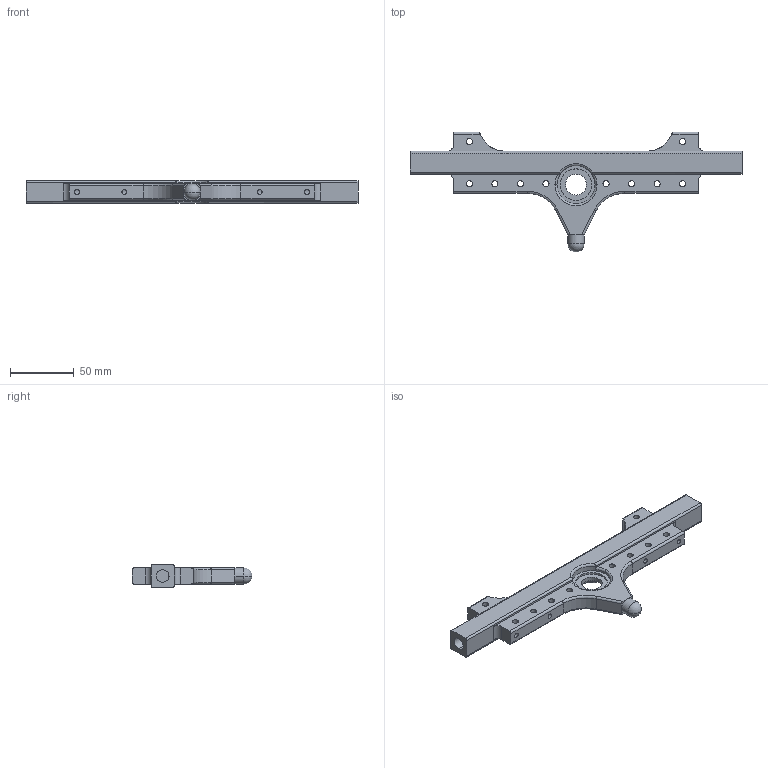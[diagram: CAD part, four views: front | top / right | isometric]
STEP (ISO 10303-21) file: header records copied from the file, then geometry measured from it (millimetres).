
FILE_DESCRIPTION (( 'STEP AP203' ), '1' );
FILE_NAME ('CustomHangerV2_AP203.STEP', '2017-10-07T16:50:37', ( '' ), ( '' ), 'SwSTEP 2.0', 'SolidWorks 2017', '' );
FILE_SCHEMA (( 'CONFIG_CONTROL_DESIGN' ));
Length unit declared in the file: millimetre
Products named in the file (1): CustomHangerV2_AP203
Bounding box: 260 x 93.96 x 18 mm (x, y, z)
Volume: 118320.3 mm3; surface area: 38531.8 mm2
Topology: 1 solids, 1 shells, 119 faces, 314 edges, 201 vertices
Faces by surface type: cylinder 68, plane 35, torus 12, sphere 2, bspline 2
Entity records: 4117 total; most frequent: CARTESIAN_POINT 999, DIRECTION 658, ORIENTED_EDGE 620, EDGE_CURVE 310, AXIS2_PLACEMENT_3D 258, VERTEX_POINT 199, EDGE_LOOP 155, LINE 142
